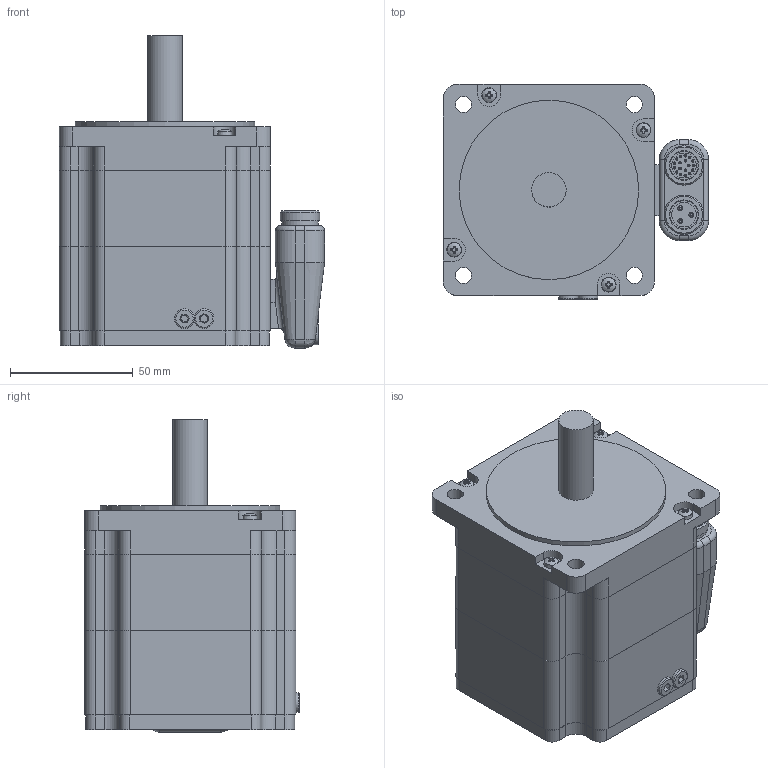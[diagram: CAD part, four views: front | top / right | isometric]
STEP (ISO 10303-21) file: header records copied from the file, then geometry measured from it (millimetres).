
FILE_DESCRIPTION(/* description */ (''),/* implementation_level */ '2;1');
FILE_NAME(/* name */ 'PD6-N8918S6404-S.stp',/* time_stamp */ '2015-06-16T11:57:03+02:00',/* author */ ('schneid_a'),/* organization */ (''),/* preprocessor_version */ 'ST-DEVELOPER v16.1',/* originating_system */ 'Autodesk Inventor 2016',/* authorisation */ '');
FILE_SCHEMA (('AUTOMOTIVE_DESIGN { 1 0 10303 214 3 1 1 }'));
Length unit declared in the file: centimetre
Products named in the file (1): PD6-N8918S6404-S
Bounding box: 107.95 x 87.4 x 127 mm (x, y, z)
Volume: 454529.7 mm3; surface area: 115329.5 mm2
Topology: 18 solids, 20 shells, 945 faces, 2411 edges, 1560 vertices
Faces by surface type: plane 421, cylinder 320, cone 158, torus 32, bspline 10, sphere 4
Full cylindrical faces by diameter (mm): 1 x18, 2 x5, 2.459 x6, 2.5 x8, 2.693 x4, 2.75 x4, 3 x12, 3.2 x4, 3.242 x4, 4 x4, 5.4 x4, 5.5 x4, 6 x6, 6.6 x4, 8 x2, 9 x1, 10 x2, 11.5 x2, 12 x2, 14 x1, 14.8 x2, 15 x2, 16 x2, 25 x1, 32 x1, 51.86 x1, 73.025 x1, 79.5 x1
Entity records: 28843 total; most frequent: CARTESIAN_POINT 5430, DIRECTION 4803, ORIENTED_EDGE 4350, EDGE_CURVE 2175, AXIS2_PLACEMENT_3D 1855, VERTEX_POINT 1518, EDGE_LOOP 1259, LINE 1093
